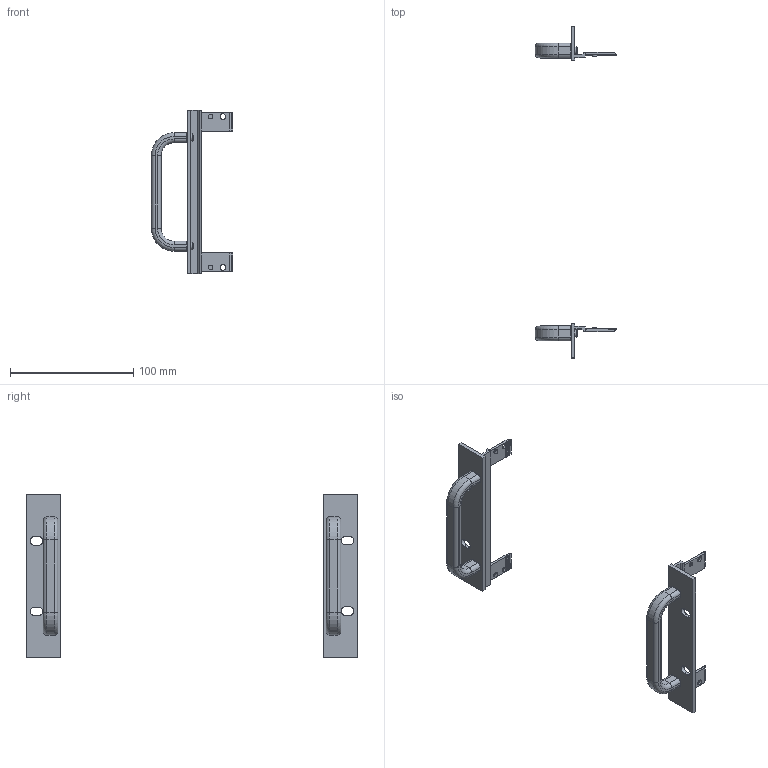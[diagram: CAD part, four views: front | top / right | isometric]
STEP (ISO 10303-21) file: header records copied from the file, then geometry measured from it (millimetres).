
FILE_DESCRIPTION(/* description */ (''),/* implementation_level */ '2;1');
FILE_NAME(/* name */ '54531000_IZP FLG 00300.stp',/* time_stamp */ '2015-04-14T09:47:58+02:00',/* author */ ('kleemann'),/* organization */ (''),/* preprocessor_version */ 'ST-DEVELOPER v15.6',/* originating_system */ 'Autodesk Inventor 2015',/* authorisation */ '');
FILE_SCHEMA (('AUTOMOTIVE_DESIGN { 1 0 10303 214 3 1 1 }'));
Length unit declared in the file: millimetre
Products named in the file (4): FLG_3HE; GR_00300; SHR_Z_M4X12-SONDER_IZP_3D; IZP-FLG 00300
Assembly tree (8 placements, depth 2):
  IZP-FLG 00300
    FLG_3HE  x2
    GR_00300  x2
    SHR_Z_M4X12-SONDER_IZP_3D  x4
Bounding box: 66 x 269.24 x 132.7 mm (x, y, z)
Volume: 51622.5 mm3; surface area: 36301.2 mm2
Topology: 8 solids, 8 shells, 348 faces, 880 edges, 560 vertices
Faces by surface type: plane 168, cylinder 128, torus 40, cone 8, sphere 4
Full cylindrical faces by diameter (mm): 3.141 x4, 3.8 x8, 4 x8, 4.5 x4, 4.6 x4, 6 x4
Entity records: 4553 total; most frequent: CARTESIAN_POINT 847, DIRECTION 806, ORIENTED_EDGE 698, EDGE_CURVE 349, AXIS2_PLACEMENT_3D 306, VERTEX_POINT 231, LINE 194, VECTOR 194
